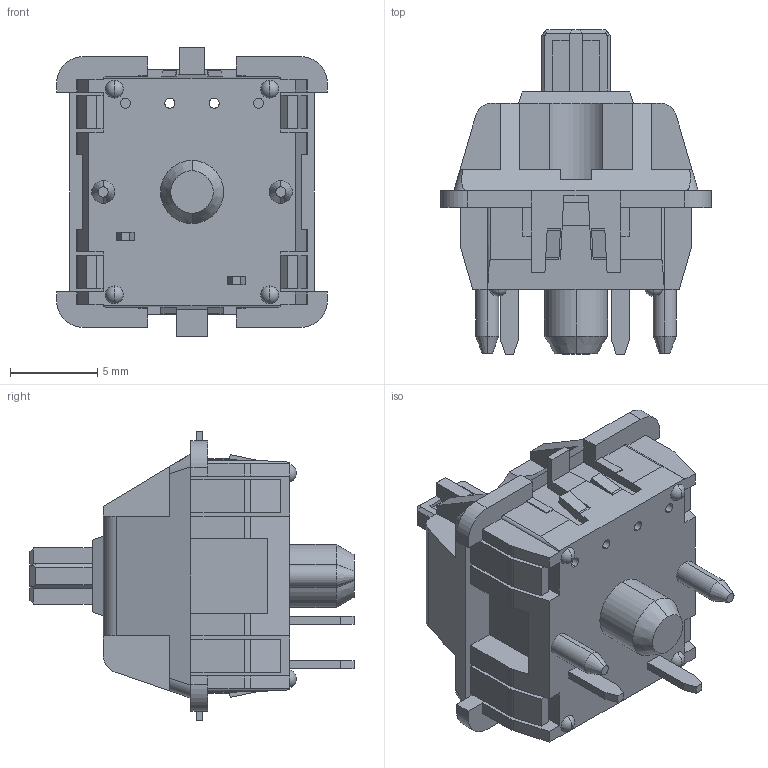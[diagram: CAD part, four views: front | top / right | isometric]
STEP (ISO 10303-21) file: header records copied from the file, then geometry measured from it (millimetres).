
FILE_DESCRIPTION (( 'STEP AP214' ), '1' );
FILE_NAME ('COM-13834.STEP', '2021-11-05T03:39:39', ( '' ), ( '' ), 'SwSTEP 2.0', 'SolidWorks 2017', '' );
FILE_SCHEMA (( 'AUTOMOTIVE_DESIGN' ));
Length unit declared in the file: inch
Products named in the file (1): COM-13834
Bounding box: 15.49 x 18.54 x 16.51 mm (x, y, z)
Volume: 1591.8 mm3; surface area: 1799 mm2
Topology: 5 solids, 5 shells, 324 faces, 891 edges, 588 vertices
Faces by surface type: plane 256, cylinder 54, torus 8, cone 6
Entity records: 10277 total; most frequent: CARTESIAN_POINT 1900, ORIENTED_EDGE 1782, DIRECTION 1629, EDGE_CURVE 891, LINE 739, VECTOR 739, VERTEX_POINT 588, AXIS2_PLACEMENT_3D 445
